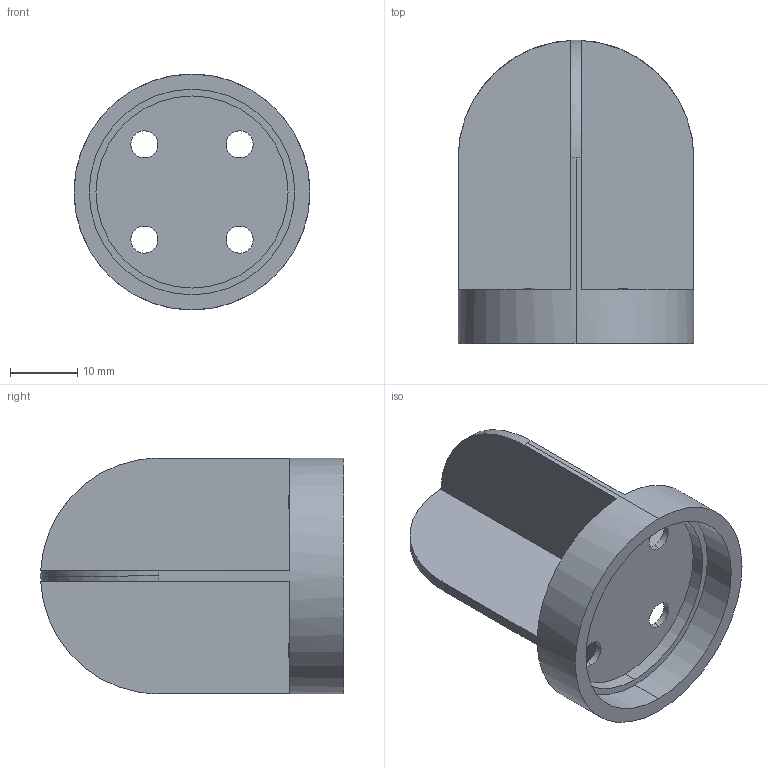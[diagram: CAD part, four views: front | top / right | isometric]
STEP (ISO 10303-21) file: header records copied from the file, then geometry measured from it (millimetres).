
FILE_DESCRIPTION (( 'STEP AP203' ), '1' );
FILE_NAME ('Sencnik.STEP', '2025-08-17T07:55:23', ( '' ), ( '' ), 'SwSTEP 2.0', 'SolidWorks 2023', '' );
FILE_SCHEMA (( 'CONFIG_CONTROL_DESIGN' ));
Length unit declared in the file: millimetre
Products named in the file (1): Sencnik
Bounding box: 35 x 45 x 35 mm (x, y, z)
Volume: 6124.9 mm3; surface area: 8021.7 mm2
Topology: 1 solids, 1 shells, 84 faces, 228 edges, 151 vertices
Faces by surface type: plane 48, bspline 20, cylinder 14, sphere 2
Entity records: 3767 total; most frequent: CARTESIAN_POINT 1650, ORIENTED_EDGE 452, DIRECTION 364, EDGE_CURVE 226, VERTEX_POINT 151, VECTOR 138, LINE 138, AXIS2_PLACEMENT_3D 113
